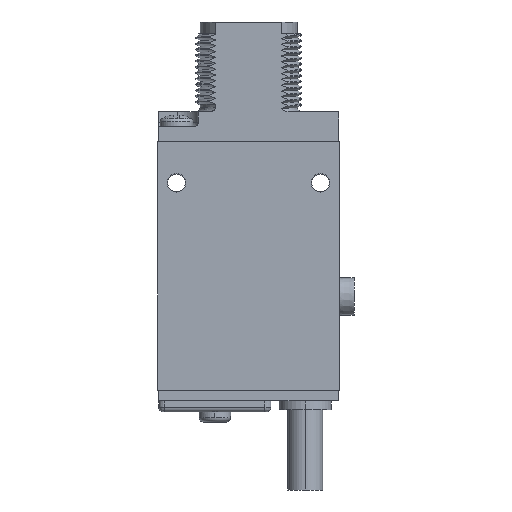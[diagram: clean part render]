
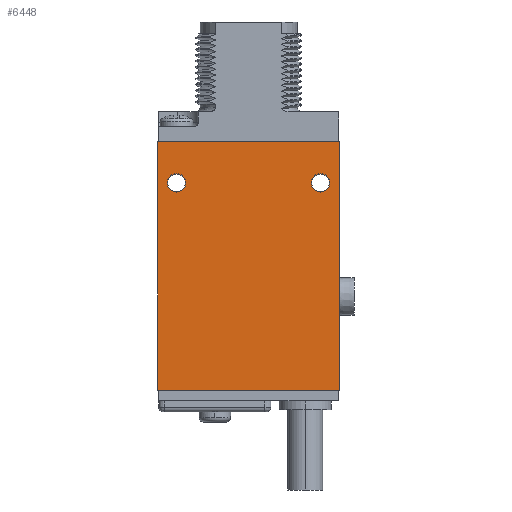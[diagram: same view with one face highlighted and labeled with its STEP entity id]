
A CAD part, left-side view. The second image highlights one B-rep face of the part: STEP entity #6448.
In plain terms, the highlighted planar face has unit normal (-1, 0, 0).
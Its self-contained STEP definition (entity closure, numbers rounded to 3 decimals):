
#1=DIRECTION('',(0.,-1.,0.));
#2=VECTOR('',#1,0.076);
#3=CARTESIAN_POINT('',(-6.02,-15.291,0.));
#4=LINE('',#3,#2);
#5=DIRECTION('',(0.,0.,-1.));
#6=VECTOR('',#5,42.164);
#7=CARTESIAN_POINT('',(-6.02,-15.367,0.));
#8=LINE('',#7,#6);
#9=DIRECTION('',(0.,1.,0.));
#10=VECTOR('',#9,30.785);
#11=CARTESIAN_POINT('',(-6.02,-15.367,-42.164));
#12=LINE('',#11,#10);
#13=DIRECTION('',(0.,0.,1.));
#14=VECTOR('',#13,42.164);
#15=CARTESIAN_POINT('',(-6.02,15.418,-42.164));
#16=LINE('',#15,#14);
#17=DIRECTION('',(0.,-1.,0.));
#18=VECTOR('',#17,0.127);
#19=CARTESIAN_POINT('',(-6.02,15.418,0.));
#20=LINE('',#19,#18);
#21=DIRECTION('',(0.,-1.,0.));
#22=VECTOR('',#21,30.582);
#23=CARTESIAN_POINT('',(-6.02,15.291,0.));
#24=LINE('',#23,#22);
#25=CARTESIAN_POINT('',(-6.02,12.243,-6.985));
#26=DIRECTION('',(1.,0.,0.));
#27=DIRECTION('',(0.,0.,-1.));
#28=AXIS2_PLACEMENT_3D('',#25,#26,#27);
#30=CARTESIAN_POINT('',(-6.02,12.243,-6.985));
#31=DIRECTION('',(1.,0.,0.));
#32=DIRECTION('',(0.,0.,1.));
#33=AXIS2_PLACEMENT_3D('',#30,#31,#32);
#35=CARTESIAN_POINT('',(-6.02,-12.192,-6.985));
#36=DIRECTION('',(1.,0.,0.));
#37=DIRECTION('',(0.,0.,-1.));
#38=AXIS2_PLACEMENT_3D('',#35,#36,#37);
#40=CARTESIAN_POINT('',(-6.02,-12.192,-6.985));
#41=DIRECTION('',(1.,0.,0.));
#42=DIRECTION('',(0.,0.,1.));
#43=AXIS2_PLACEMENT_3D('',#40,#41,#42);
#5699=CARTESIAN_POINT('',(-6.02,-15.367,0.));
#5700=CARTESIAN_POINT('',(-6.02,-15.367,-42.164));
#5701=VERTEX_POINT('',#5699);
#5702=VERTEX_POINT('',#5700);
#5703=CARTESIAN_POINT('',(-6.02,15.418,-42.164));
#5704=VERTEX_POINT('',#5703);
#5705=CARTESIAN_POINT('',(-6.02,15.418,0.));
#5706=VERTEX_POINT('',#5705);
#5715=CARTESIAN_POINT('',(-6.02,12.243,-8.535));
#5716=CARTESIAN_POINT('',(-6.02,12.243,-5.435));
#5717=VERTEX_POINT('',#5715);
#5718=VERTEX_POINT('',#5716);
#5719=CARTESIAN_POINT('',(-6.02,-12.192,-8.535));
#5720=CARTESIAN_POINT('',(-6.02,-12.192,-5.435));
#5721=VERTEX_POINT('',#5719);
#5722=VERTEX_POINT('',#5720);
#6127=CARTESIAN_POINT('',(-6.02,15.291,0.));
#6128=CARTESIAN_POINT('',(-6.02,-15.291,0.));
#6129=VERTEX_POINT('',#6127);
#6130=VERTEX_POINT('',#6128);
#6417=CARTESIAN_POINT('',(-6.02,-15.367,0.));
#6418=DIRECTION('',(1.,0.,0.));
#6419=DIRECTION('',(0.,0.,-1.));
#6420=AXIS2_PLACEMENT_3D('',#6417,#6418,#6419);
#6421=PLANE('',#6420);
#6423=ORIENTED_EDGE('',*,*,#6422,.T.);
#6425=ORIENTED_EDGE('',*,*,#6424,.T.);
#6427=ORIENTED_EDGE('',*,*,#6426,.T.);
#6429=ORIENTED_EDGE('',*,*,#6428,.T.);
#6431=ORIENTED_EDGE('',*,*,#6430,.T.);
#6433=ORIENTED_EDGE('',*,*,#6432,.T.);
#6434=EDGE_LOOP('',(#6423,#6425,#6427,#6429,#6431,#6433));
#6435=FACE_OUTER_BOUND('',#6434,.F.);
#6437=ORIENTED_EDGE('',*,*,#6436,.F.);
#6439=ORIENTED_EDGE('',*,*,#6438,.F.);
#6440=EDGE_LOOP('',(#6437,#6439));
#6441=FACE_BOUND('',#6440,.F.);
#6443=ORIENTED_EDGE('',*,*,#6442,.F.);
#6445=ORIENTED_EDGE('',*,*,#6444,.F.);
#6446=EDGE_LOOP('',(#6443,#6445));
#6447=FACE_BOUND('',#6446,.F.);
#6448=ADVANCED_FACE('',(#6435,#6441,#6447),#6421,.F.);
#29=CIRCLE('',#28,1.55);
#34=CIRCLE('',#33,1.55);
#39=CIRCLE('',#38,1.55);
#44=CIRCLE('',#43,1.55);
#6422=EDGE_CURVE('',#6130,#5701,#4,.T.);
#6424=EDGE_CURVE('',#5701,#5702,#8,.T.);
#6426=EDGE_CURVE('',#5702,#5704,#12,.T.);
#6428=EDGE_CURVE('',#5704,#5706,#16,.T.);
#6430=EDGE_CURVE('',#5706,#6129,#20,.T.);
#6432=EDGE_CURVE('',#6129,#6130,#24,.T.);
#6436=EDGE_CURVE('',#5717,#5718,#29,.T.);
#6438=EDGE_CURVE('',#5718,#5717,#34,.T.);
#6442=EDGE_CURVE('',#5721,#5722,#39,.T.);
#6444=EDGE_CURVE('',#5722,#5721,#44,.T.);
